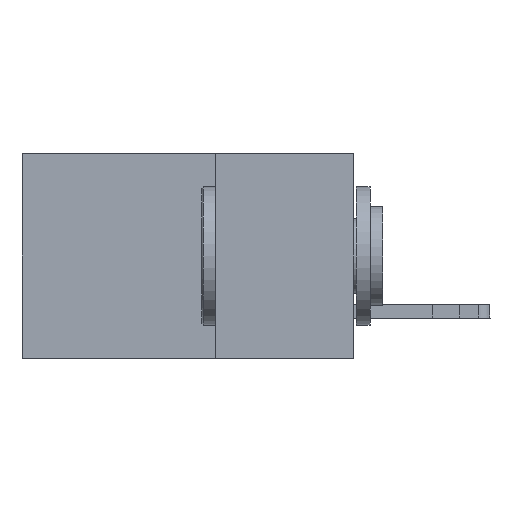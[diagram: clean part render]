
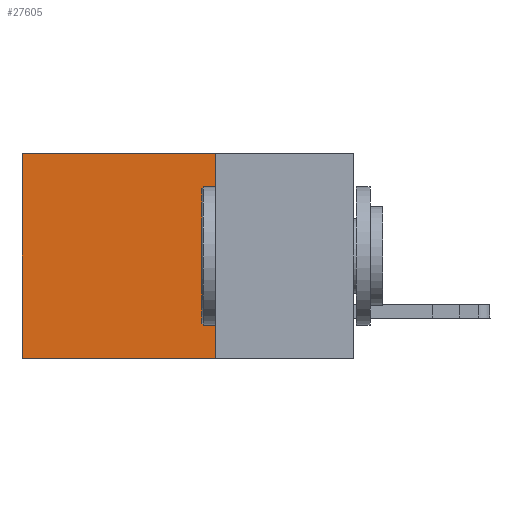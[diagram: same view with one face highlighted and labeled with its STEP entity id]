
A CAD part, left-side view. The second image highlights one B-rep face of the part: STEP entity #27605.
In plain terms, the highlighted planar face has unit normal (-1, 0, 0).
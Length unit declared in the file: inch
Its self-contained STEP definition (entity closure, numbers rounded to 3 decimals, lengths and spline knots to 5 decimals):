
#1856 = FACE_OUTER_BOUND ( 'NONE', #25598, .T. ) ;
#2545 = CARTESIAN_POINT ( 'NONE',  ( 0.2875, 0.25, 0. ) ) ;
#3789 = CARTESIAN_POINT ( 'NONE',  ( 0.2875, 0.6, 0. ) ) ;
#4194 = CARTESIAN_POINT ( 'NONE',  ( 0.2875, 0.25, -0.37 ) ) ;
#4330 = VERTEX_POINT ( 'NONE', #15882 ) ;
#4390 = CARTESIAN_POINT ( 'NONE',  ( 0.2875, 0.25, 0. ) ) ;
#4538 = VECTOR ( 'NONE', #13304, 39.37008 ) ;
#4868 = DIRECTION ( 'NONE',  ( 1., 0., 0. ) ) ;
#7283 = CARTESIAN_POINT ( 'NONE',  ( 0.2875, 0.6, 0. ) ) ;
#7809 = VECTOR ( 'NONE', #29013, 39.37008 ) ;
#10778 = EDGE_CURVE ( 'NONE', #4330, #15257, #26124, .T. ) ;
#10798 = LINE ( 'NONE', #7283, #4538 ) ;
#11192 = ORIENTED_EDGE ( 'NONE', *, *, #27113, .F. ) ;
#11271 = VERTEX_POINT ( 'NONE', #15729 ) ;
#11586 = EDGE_CURVE ( 'NONE', #22011, #15257, #10798, .T. ) ;
#12419 = DIRECTION ( 'NONE',  ( 0., 1., 0. ) ) ;
#13304 = DIRECTION ( 'NONE',  ( 0., 0., -1. ) ) ;
#15257 = VERTEX_POINT ( 'NONE', #23829 ) ;
#15434 = ORIENTED_EDGE ( 'NONE', *, *, #10778, .F. ) ;
#15729 = CARTESIAN_POINT ( 'NONE',  ( 0.2875, 0.25, 0. ) ) ;
#15882 = CARTESIAN_POINT ( 'NONE',  ( 0.2875, 0.25, -0.37 ) ) ;
#17966 = LINE ( 'NONE', #28497, #21222 ) ;
#19942 = EDGE_CURVE ( 'NONE', #11271, #22011, #17966, .T. ) ;
#21222 = VECTOR ( 'NONE', #12419, 39.37008 ) ;
#22011 = VERTEX_POINT ( 'NONE', #3789 ) ;
#23829 = CARTESIAN_POINT ( 'NONE',  ( 0.2875, 0.6, -0.37 ) ) ;
#23963 = DIRECTION ( 'NONE',  ( 0., 0., -1. ) ) ;
#25598 = EDGE_LOOP ( 'NONE', ( #27777, #15434, #11192, #32445 ) ) ;
#25805 = LINE ( 'NONE', #4390, #7809 ) ;
#26124 = LINE ( 'NONE', #4194, #33014 ) ;
#27113 = EDGE_CURVE ( 'NONE', #11271, #4330, #25805, .T. ) ;
#27605 = ADVANCED_FACE ( 'NONE', ( #1856 ), #32012, .F. ) ;
#27777 = ORIENTED_EDGE ( 'NONE', *, *, #11586, .T. ) ;
#28497 = CARTESIAN_POINT ( 'NONE',  ( 0.2875, 0.25, 0. ) ) ;
#29013 = DIRECTION ( 'NONE',  ( 0., 0., -1. ) ) ;
#30957 = DIRECTION ( 'NONE',  ( 0., 1., 0. ) ) ;
#32012 = PLANE ( 'NONE',  #34092 ) ;
#32445 = ORIENTED_EDGE ( 'NONE', *, *, #19942, .T. ) ;
#33014 = VECTOR ( 'NONE', #30957, 39.37008 ) ;
#34092 = AXIS2_PLACEMENT_3D ( 'NONE', #2545, #4868, #23963 ) ;
